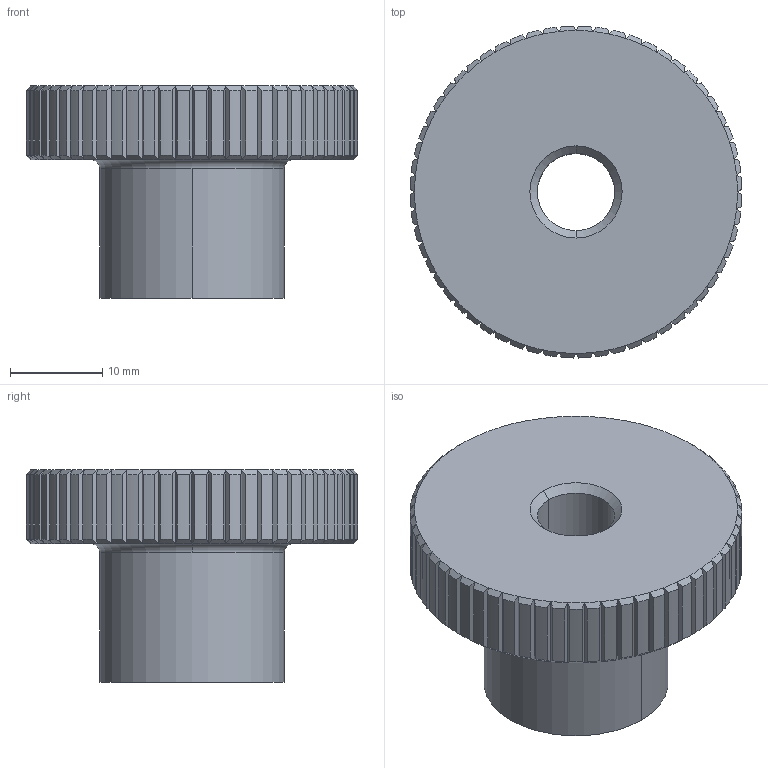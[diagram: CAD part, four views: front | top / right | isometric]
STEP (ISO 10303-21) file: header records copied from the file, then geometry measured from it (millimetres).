
FILE_DESCRIPTION( ( '' ), '1' );
FILE_NAME( 'K0143.102.stp', '2012-11-01T10:20:48', ( '' ), ( '' ), ' ', ' ', ' ' );
FILE_SCHEMA( ( 'CONFIG_CONTROL_DESIGN' ) );
Length unit declared in the file: millimetre
Products named in the file (1): 1
Bounding box: 36 x 36 x 23 mm (x, y, z)
Volume: 11492 mm3; surface area: 4512.8 mm2
Topology: 1 solids, 1 shells, 313 faces, 687 edges, 377 vertices
Faces by surface type: cone 124, plane 123, cylinder 64, torus 2
Entity records: 8144 total; most frequent: CARTESIAN_POINT 1858, ORIENTED_EDGE 1374, DIRECTION 1334, EDGE_CURVE 687, AXIS2_PLACEMENT_3D 573, VERTEX_POINT 377, EDGE_LOOP 316, ADVANCED_FACE 313
